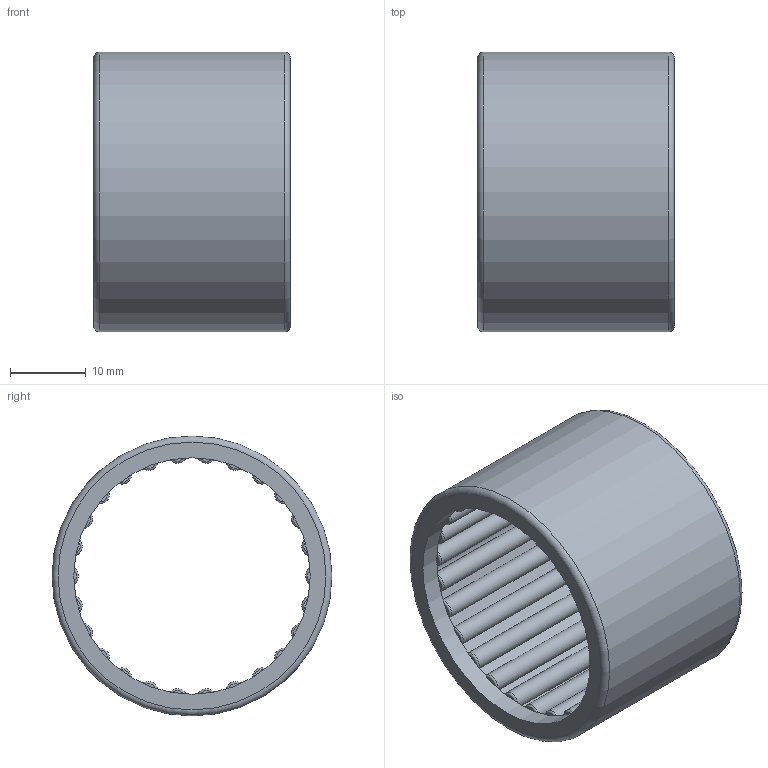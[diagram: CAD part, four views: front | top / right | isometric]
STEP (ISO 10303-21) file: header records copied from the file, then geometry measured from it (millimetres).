
FILE_DESCRIPTION( ( 'STEP AP214' ), ' ' );
FILE_NAME( 'HK 3026.stp', '2017-12-08T10:40:32', ( '' ), ( '' ), ' ', 'PARTsolutions', ' ' );
FILE_SCHEMA( ( 'AUTOMOTIVE_DESIGN { 1 0 10303 214 1 1 1 1 }' ) );
Length unit declared in the file: millimetre
Products named in the file (4): HK 3026; _HK 3026_PART1; _HK 3026_PART2; _HK 3026_PART3
Assembly tree (53 placements, depth 2):
  HK 3026
    _HK 3026_PART1
    _HK 3026_PART2  x26
    _HK 3026_PART3  x26
Bounding box: 26 x 37 x 37 mm (x, y, z)
Volume: 6572.3 mm3; surface area: 11200.4 mm2
Topology: 27 solids, 27 shells, 140 faces, 198 edges, 140 vertices
Faces by surface type: plane 56, torus 54, cylinder 30
Full cylindrical faces by diameter (mm): 2.5 x26, 31.25 x2, 35 x1, 37 x1
Entity records: 892 total; most frequent: DIRECTION 166, CARTESIAN_POINT 98, AXIS2_PLACEMENT_3D 83, PRODUCT_DEFINITION_SHAPE 57, CONTEXT_DEPENDENT_SHAPE_REPRESENTATION 53, ITEM_DEFINED_TRANSFORMATION 53, NEXT_ASSEMBLY_USAGE_OCCURRENCE 53, EDGE_LOOP 28
